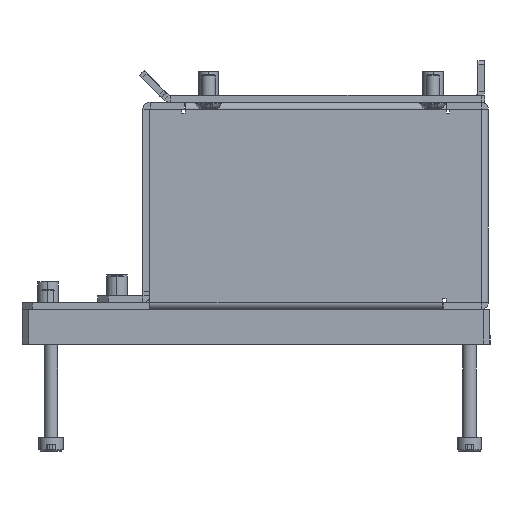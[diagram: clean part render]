
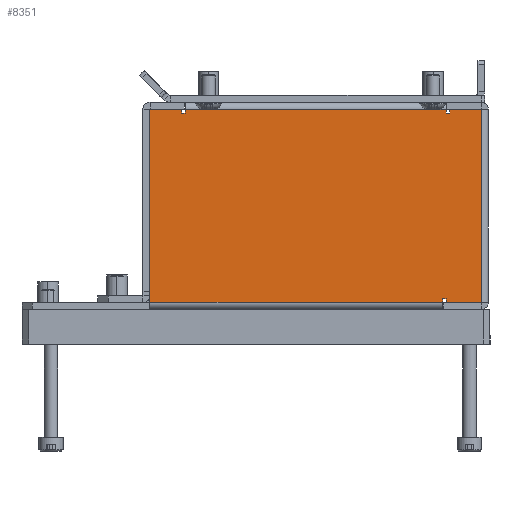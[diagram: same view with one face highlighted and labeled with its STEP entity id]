
A CAD part, left-side view. The second image highlights one B-rep face of the part: STEP entity #8351.
In plain terms, the highlighted face is planar.
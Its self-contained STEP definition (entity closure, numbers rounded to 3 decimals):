
#75 = CARTESIAN_POINT ( 'NONE',  ( 229., 97.999, 56. ) ) ;
#97 = DIRECTION ( 'NONE',  ( 0., -1., 0. ) ) ;
#259 = ORIENTED_EDGE ( 'NONE', *, *, #8769, .F. ) ;
#262 = CARTESIAN_POINT ( 'NONE',  ( 229., 0., 56. ) ) ;
#368 = EDGE_CURVE ( 'NONE', #9686, #8061, #3617, .T. ) ;
#425 = ORIENTED_EDGE ( 'NONE', *, *, #9933, .T. ) ;
#588 = VERTEX_POINT ( 'NONE', #4367 ) ;
#592 = CARTESIAN_POINT ( 'NONE',  ( 229., 88.8, 56. ) ) ;
#593 = CARTESIAN_POINT ( 'NONE',  ( 229., 11.2, 0. ) ) ;
#788 = CARTESIAN_POINT ( 'NONE',  ( 229., 12.2, 0.1 ) ) ;
#821 = EDGE_CURVE ( 'NONE', #9633, #6158, #6405, .T. ) ;
#880 = VECTOR ( 'NONE', #10526, 1000. ) ;
#968 = VECTOR ( 'NONE', #8005, 1000. ) ;
#994 = ORIENTED_EDGE ( 'NONE', *, *, #10791, .F. ) ;
#1129 = LINE ( 'NONE', #7159, #880 ) ;
#1185 = CARTESIAN_POINT ( 'NONE',  ( 229., 87.8, 1.1 ) ) ;
#1191 = LINE ( 'NONE', #12056, #10123 ) ;
#1255 = ORIENTED_EDGE ( 'NONE', *, *, #368, .F. ) ;
#1277 = ORIENTED_EDGE ( 'NONE', *, *, #6689, .F. ) ;
#1309 = CARTESIAN_POINT ( 'NONE',  ( 229., 0., 56. ) ) ;
#1430 = CARTESIAN_POINT ( 'NONE',  ( 229., 13.2, 55.9 ) ) ;
#1552 = VECTOR ( 'NONE', #10155, 1000. ) ;
#1735 = VECTOR ( 'NONE', #14087, 1000. ) ;
#1866 = ORIENTED_EDGE ( 'NONE', *, *, #12125, .F. ) ;
#2116 = EDGE_CURVE ( 'NONE', #8733, #6210, #11313, .T. ) ;
#2223 = VERTEX_POINT ( 'NONE', #4422 ) ;
#2451 = DIRECTION ( 'NONE',  ( -1., 0., 0. ) ) ;
#2669 = VERTEX_POINT ( 'NONE', #4553 ) ;
#2673 = DIRECTION ( 'NONE',  ( 0., 0., -1. ) ) ;
#3095 = LINE ( 'NONE', #7864, #14417 ) ;
#3182 = VECTOR ( 'NONE', #6530, 1000. ) ;
#3319 = VERTEX_POINT ( 'NONE', #1185 ) ;
#3440 = LINE ( 'NONE', #1309, #12927 ) ;
#3617 = LINE ( 'NONE', #75, #1735 ) ;
#3724 = LINE ( 'NONE', #8716, #13672 ) ;
#3870 = PLANE ( 'NONE',  #4713 ) ;
#3895 = LINE ( 'NONE', #12257, #15232 ) ;
#4088 = CARTESIAN_POINT ( 'NONE',  ( 229., 97.999, 55.9 ) ) ;
#4325 = CARTESIAN_POINT ( 'NONE',  ( 229., 11.2, 1.1 ) ) ;
#4367 = CARTESIAN_POINT ( 'NONE',  ( 229., 12.2, 0.1 ) ) ;
#4416 = VERTEX_POINT ( 'NONE', #11468 ) ;
#4422 = CARTESIAN_POINT ( 'NONE',  ( 229., 12.2, 1.1 ) ) ;
#4527 = ORIENTED_EDGE ( 'NONE', *, *, #12231, .F. ) ;
#4553 = CARTESIAN_POINT ( 'NONE',  ( 229., 12.2, 56. ) ) ;
#4559 = EDGE_CURVE ( 'NONE', #3319, #4416, #1191, .T. ) ;
#4713 = AXIS2_PLACEMENT_3D ( 'NONE', #262, #2451, #97 ) ;
#4832 = DIRECTION ( 'NONE',  ( 0., 0., -1. ) ) ;
#4960 = FACE_OUTER_BOUND ( 'NONE', #10881, .T. ) ;
#5273 = CARTESIAN_POINT ( 'NONE',  ( 229., 0., 0. ) ) ;
#5431 = LINE ( 'NONE', #5273, #11161 ) ;
#5555 = CARTESIAN_POINT ( 'NONE',  ( 229., 2.1, 56. ) ) ;
#6030 = LINE ( 'NONE', #13453, #11707 ) ;
#6158 = VERTEX_POINT ( 'NONE', #11228 ) ;
#6210 = VERTEX_POINT ( 'NONE', #7317 ) ;
#6405 = LINE ( 'NONE', #14467, #6766 ) ;
#6406 = EDGE_CURVE ( 'NONE', #12178, #14211, #3095, .T. ) ;
#6530 = DIRECTION ( 'NONE',  ( 0., -1., 0. ) ) ;
#6603 = VECTOR ( 'NONE', #13626, 1000. ) ;
#6689 = EDGE_CURVE ( 'NONE', #6158, #14623, #3724, .T. ) ;
#6766 = VECTOR ( 'NONE', #7267, 1000. ) ;
#6780 = DIRECTION ( 'NONE',  ( 0., 0., -1. ) ) ;
#7159 = CARTESIAN_POINT ( 'NONE',  ( 229., 0., 1.1 ) ) ;
#7267 = DIRECTION ( 'NONE',  ( 0., 1., 0. ) ) ;
#7317 = CARTESIAN_POINT ( 'NONE',  ( 229., 88.8, 1.1 ) ) ;
#7584 = ORIENTED_EDGE ( 'NONE', *, *, #2116, .F. ) ;
#7864 = CARTESIAN_POINT ( 'NONE',  ( 229., 2.1, 56. ) ) ;
#7937 = LINE ( 'NONE', #12614, #3182 ) ;
#8005 = DIRECTION ( 'NONE',  ( 0., 1., 0. ) ) ;
#8061 = VERTEX_POINT ( 'NONE', #12959 ) ;
#8351 = ADVANCED_FACE ( 'NONE', ( #4960 ), #3870, .F. ) ;
#8374 = VECTOR ( 'NONE', #10481, 1000. ) ;
#8478 = DIRECTION ( 'NONE',  ( 0., 0., 1. ) ) ;
#8661 = DIRECTION ( 'NONE',  ( 0., 1., 0. ) ) ;
#8681 = EDGE_CURVE ( 'NONE', #588, #4416, #9400, .T. ) ;
#8716 = CARTESIAN_POINT ( 'NONE',  ( 229., 13.2, 56. ) ) ;
#8733 = VERTEX_POINT ( 'NONE', #10732 ) ;
#8769 = EDGE_CURVE ( 'NONE', #9629, #13953, #6030, .T. ) ;
#9091 = LINE ( 'NONE', #4088, #6603 ) ;
#9328 = ORIENTED_EDGE ( 'NONE', *, *, #6406, .T. ) ;
#9400 = LINE ( 'NONE', #788, #968 ) ;
#9629 = VERTEX_POINT ( 'NONE', #4325 ) ;
#9633 = VERTEX_POINT ( 'NONE', #11300 ) ;
#9686 = VERTEX_POINT ( 'NONE', #11838 ) ;
#9933 = EDGE_CURVE ( 'NONE', #9686, #14623, #9091, .T. ) ;
#10092 = LINE ( 'NONE', #14856, #8374 ) ;
#10123 = VECTOR ( 'NONE', #6780, 1000. ) ;
#10155 = DIRECTION ( 'NONE',  ( 0., 0., 1. ) ) ;
#10481 = DIRECTION ( 'NONE',  ( 0., 0., 1. ) ) ;
#10526 = DIRECTION ( 'NONE',  ( 0., -1., 0. ) ) ;
#10604 = CARTESIAN_POINT ( 'NONE',  ( 229., 2.1, 0. ) ) ;
#10710 = LINE ( 'NONE', #11724, #13633 ) ;
#10732 = CARTESIAN_POINT ( 'NONE',  ( 229., 88.8, 0. ) ) ;
#10791 = EDGE_CURVE ( 'NONE', #2223, #9629, #1129, .T. ) ;
#10881 = EDGE_LOOP ( 'NONE', ( #259, #994, #1866, #12153, #10969, #13025, #7584, #14068, #1255, #425, #1277, #15435, #4527, #12847, #9328, #12283 ) ) ;
#10969 = ORIENTED_EDGE ( 'NONE', *, *, #4559, .F. ) ;
#11161 = VECTOR ( 'NONE', #13867, 1000. ) ;
#11228 = CARTESIAN_POINT ( 'NONE',  ( 229., 13.2, 54.9 ) ) ;
#11300 = CARTESIAN_POINT ( 'NONE',  ( 229., 12.2, 54.9 ) ) ;
#11313 = LINE ( 'NONE', #592, #1552 ) ;
#11468 = CARTESIAN_POINT ( 'NONE',  ( 229., 87.8, 0.1 ) ) ;
#11707 = VECTOR ( 'NONE', #2673, 1000. ) ;
#11724 = CARTESIAN_POINT ( 'NONE',  ( 229., 12.2, 56. ) ) ;
#11838 = CARTESIAN_POINT ( 'NONE',  ( 229., 97.999, 55.9 ) ) ;
#12056 = CARTESIAN_POINT ( 'NONE',  ( 229., 87.8, 56. ) ) ;
#12125 = EDGE_CURVE ( 'NONE', #588, #2223, #10092, .T. ) ;
#12153 = ORIENTED_EDGE ( 'NONE', *, *, #8681, .T. ) ;
#12178 = VERTEX_POINT ( 'NONE', #5555 ) ;
#12231 = EDGE_CURVE ( 'NONE', #2669, #9633, #10710, .T. ) ;
#12257 = CARTESIAN_POINT ( 'NONE',  ( 229., 0., 0. ) ) ;
#12283 = ORIENTED_EDGE ( 'NONE', *, *, #13061, .T. ) ;
#12614 = CARTESIAN_POINT ( 'NONE',  ( 229., 0., 1.1 ) ) ;
#12626 = DIRECTION ( 'NONE',  ( 0., 0., -1. ) ) ;
#12847 = ORIENTED_EDGE ( 'NONE', *, *, #13657, .F. ) ;
#12927 = VECTOR ( 'NONE', #13490, 1000. ) ;
#12959 = CARTESIAN_POINT ( 'NONE',  ( 229., 97.999, 0. ) ) ;
#13025 = ORIENTED_EDGE ( 'NONE', *, *, #13028, .F. ) ;
#13028 = EDGE_CURVE ( 'NONE', #6210, #3319, #7937, .T. ) ;
#13061 = EDGE_CURVE ( 'NONE', #14211, #13953, #5431, .T. ) ;
#13453 = CARTESIAN_POINT ( 'NONE',  ( 229., 11.2, 56. ) ) ;
#13490 = DIRECTION ( 'NONE',  ( 0., 1., 0. ) ) ;
#13626 = DIRECTION ( 'NONE',  ( 0., -1., 0. ) ) ;
#13633 = VECTOR ( 'NONE', #4832, 1000. ) ;
#13657 = EDGE_CURVE ( 'NONE', #12178, #2669, #3440, .T. ) ;
#13672 = VECTOR ( 'NONE', #8478, 1000. ) ;
#13867 = DIRECTION ( 'NONE',  ( 0., 1., 0. ) ) ;
#13953 = VERTEX_POINT ( 'NONE', #593 ) ;
#14068 = ORIENTED_EDGE ( 'NONE', *, *, #15377, .T. ) ;
#14087 = DIRECTION ( 'NONE',  ( 0., 0., -1. ) ) ;
#14211 = VERTEX_POINT ( 'NONE', #10604 ) ;
#14417 = VECTOR ( 'NONE', #12626, 1000. ) ;
#14467 = CARTESIAN_POINT ( 'NONE',  ( 229., 0., 54.9 ) ) ;
#14623 = VERTEX_POINT ( 'NONE', #1430 ) ;
#14856 = CARTESIAN_POINT ( 'NONE',  ( 229., 12.2, 56. ) ) ;
#15232 = VECTOR ( 'NONE', #8661, 1000. ) ;
#15377 = EDGE_CURVE ( 'NONE', #8733, #8061, #3895, .T. ) ;
#15435 = ORIENTED_EDGE ( 'NONE', *, *, #821, .F. ) ;
